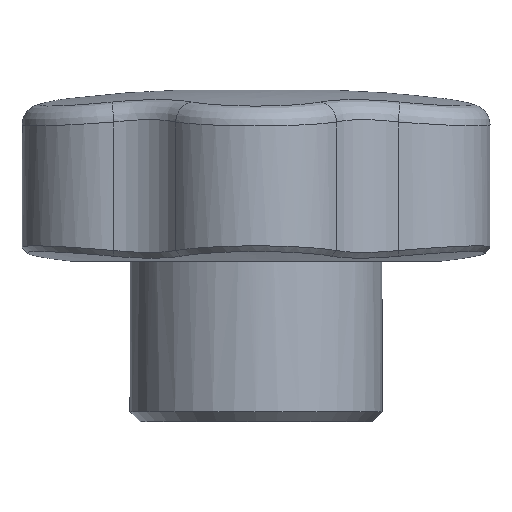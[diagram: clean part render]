
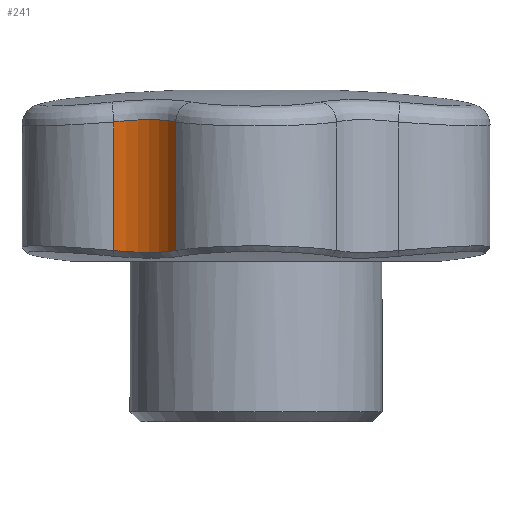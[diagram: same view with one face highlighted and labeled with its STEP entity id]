
A CAD part, front view. The second image highlights one B-rep face of the part: STEP entity #241.
In plain terms, the highlighted cylindrical face has radius 7.398 mm (diameter 14.796 mm), a partial arc.
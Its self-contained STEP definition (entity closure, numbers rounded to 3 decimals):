
#241 = ADVANCED_FACE( '', ( #611 ), #612, .F. );
#611 = FACE_OUTER_BOUND( '', #2594, .T. );
#612 = CYLINDRICAL_SURFACE( '', #2595, 7.398 );
#2594 = EDGE_LOOP( '', ( #8429, #8430, #8431, #8432 ) );
#2595 = AXIS2_PLACEMENT_3D( '', #8433, #8434, #8435 );
#8429 = ORIENTED_EDGE( '', *, *, #9573, .T. );
#8430 = ORIENTED_EDGE( '', *, *, #9532, .T. );
#8431 = ORIENTED_EDGE( '', *, *, #9574, .F. );
#8432 = ORIENTED_EDGE( '', *, *, #9509, .T. );
#8433 = CARTESIAN_POINT( '', ( -14.285, -24.742, 44.45 ) );
#8434 = DIRECTION( '', ( 0., 0., 1. ) );
#8435 = DIRECTION( '', ( -1., 0., 0. ) );
#9509 = EDGE_CURVE( '', #9930, #10148, #10150, .T. );
#9532 = EDGE_CURVE( '', #10183, #10185, #10187, .T. );
#9573 = EDGE_CURVE( '', #10148, #10183, #10253, .T. );
#9574 = EDGE_CURVE( '', #9930, #10185, #10254, .T. );
#9930 = VERTEX_POINT( '', #10753 );
#10148 = VERTEX_POINT( '', #11999 );
#10150 = B_SPLINE_CURVE_WITH_KNOTS( '', 3, ( #12001, #12002, #12003, #12004, #12005, #12006, #12007, #12008, #12009, #12010, #12011, #12012, #12013, #12014, #12015, #12016, #12017, #12018, #12019, #12020, #12021, #12022, #12023, #12024, #12025, #12026, #12027, #12028, #12029, #12030, #12031 ), .UNSPECIFIED., .F., .F., ( 4, 1, 1, 1, 1, 2, 2, 2, 1, 1, 1, 1, 1, 2, 2, 2, 1, 1, 1, 1, 1, 1, 4 ), ( 0., 0., 0.001, 0.001, 0.002, 0.002, 0.002, 0.002, 0.003, 0.003, 0.003, 0.004, 0.004, 0.005, 0.005, 0.005, 0.005, 0.005, 0.006, 0.006, 0.006, 0.007, 0.007 ), .UNSPECIFIED. );
#10183 = VERTEX_POINT( '', #12331 );
#10185 = VERTEX_POINT( '', #12334 );
#10187 = B_SPLINE_CURVE_WITH_KNOTS( '', 3, ( #12337, #12338, #12339, #12340, #12341, #12342, #12343, #12344, #12345, #12346, #12347, #12348, #12349, #12350, #12351, #12352, #12353, #12354, #12355, #12356, #12357, #12358, #12359, #12360, #12361, #12362, #12363, #12364, #12365, #12366, #12367, #12368 ), .UNSPECIFIED., .F., .F., ( 4, 1, 1, 1, 1, 1, 1, 1, 1, 1, 1, 1, 1, 1, 1, 1, 1, 1, 1, 1, 1, 1, 1, 1, 1, 1, 1, 1, 1, 4 ), ( 0., 0.035, 0.069, 0.104, 0.138, 0.173, 0.207, 0.242, 0.276, 0.311, 0.345, 0.38, 0.414, 0.448, 0.483, 0.517, 0.552, 0.586, 0.62, 0.655, 0.689, 0.724, 0.758, 0.793, 0.827, 0.862, 0.896, 0.931, 0.965, 1. ), .UNSPECIFIED. );
#10253 = LINE( '', #12745, #12746 );
#10254 = LINE( '', #12747, #12748 );
#10753 = CARTESIAN_POINT( '', ( -7.975, -20.881, 29.737 ) );
#11999 = CARTESIAN_POINT( '', ( -14.096, -17.347, 29.737 ) );
#12001 = CARTESIAN_POINT( '', ( -7.975, -20.881, 29.737 ) );
#12002 = CARTESIAN_POINT( '', ( -8.056, -20.749, 29.756 ) );
#12003 = CARTESIAN_POINT( '', ( -8.224, -20.492, 29.79 ) );
#12004 = CARTESIAN_POINT( '', ( -8.499, -20.125, 29.835 ) );
#12005 = CARTESIAN_POINT( '', ( -8.796, -19.776, 29.873 ) );
#12006 = CARTESIAN_POINT( '', ( -9.114, -19.445, 29.905 ) );
#12007 = CARTESIAN_POINT( '', ( -9.341, -19.237, 29.921 ) );
#12008 = CARTESIAN_POINT( '', ( -9.488, -19.111, 29.93 ) );
#12009 = CARTESIAN_POINT( '', ( -9.517, -19.086, 29.932 ) );
#12010 = CARTESIAN_POINT( '', ( -9.562, -19.048, 29.934 ) );
#12011 = CARTESIAN_POINT( '', ( -9.577, -19.036, 29.935 ) );
#12012 = CARTESIAN_POINT( '', ( -9.607, -19.011, 29.937 ) );
#12013 = CARTESIAN_POINT( '', ( -9.682, -18.95, 29.94 ) );
#12014 = CARTESIAN_POINT( '', ( -9.88, -18.796, 29.949 ) );
#12015 = CARTESIAN_POINT( '', ( -10.193, -18.573, 29.958 ) );
#12016 = CARTESIAN_POINT( '', ( -10.584, -18.331, 29.961 ) );
#12017 = CARTESIAN_POINT( '', ( -10.989, -18.114, 29.958 ) );
#12018 = CARTESIAN_POINT( '', ( -11.269, -17.985, 29.951 ) );
#12019 = CARTESIAN_POINT( '', ( -11.483, -17.895, 29.944 ) );
#12020 = CARTESIAN_POINT( '', ( -11.554, -17.866, 29.941 ) );
#12021 = CARTESIAN_POINT( '', ( -11.645, -17.832, 29.937 ) );
#12022 = CARTESIAN_POINT( '', ( -11.663, -17.825, 29.936 ) );
#12023 = CARTESIAN_POINT( '', ( -11.699, -17.811, 29.935 ) );
#12024 = CARTESIAN_POINT( '', ( -11.754, -17.791, 29.933 ) );
#12025 = CARTESIAN_POINT( '', ( -11.954, -17.719, 29.923 ) );
#12026 = CARTESIAN_POINT( '', ( -12.284, -17.615, 29.905 ) );
#12027 = CARTESIAN_POINT( '', ( -12.729, -17.505, 29.873 ) );
#12028 = CARTESIAN_POINT( '', ( -13.18, -17.423, 29.835 ) );
#12029 = CARTESIAN_POINT( '', ( -13.635, -17.368, 29.79 ) );
#12030 = CARTESIAN_POINT( '', ( -13.941, -17.351, 29.756 ) );
#12031 = CARTESIAN_POINT( '', ( -14.096, -17.347, 29.737 ) );
#12331 = CARTESIAN_POINT( '', ( -14.096, -17.347, 16.992 ) );
#12334 = CARTESIAN_POINT( '', ( -7.975, -20.881, 16.992 ) );
#12337 = CARTESIAN_POINT( '', ( -14.096, -17.347, 16.992 ) );
#12338 = CARTESIAN_POINT( '', ( -14.011, -17.35, 16.984 ) );
#12339 = CARTESIAN_POINT( '', ( -13.842, -17.356, 16.967 ) );
#12340 = CARTESIAN_POINT( '', ( -13.588, -17.376, 16.944 ) );
#12341 = CARTESIAN_POINT( '', ( -13.336, -17.404, 16.923 ) );
#12342 = CARTESIAN_POINT( '', ( -13.084, -17.441, 16.903 ) );
#12343 = CARTESIAN_POINT( '', ( -12.834, -17.487, 16.885 ) );
#12344 = CARTESIAN_POINT( '', ( -12.586, -17.541, 16.869 ) );
#12345 = CARTESIAN_POINT( '', ( -12.34, -17.603, 16.855 ) );
#12346 = CARTESIAN_POINT( '', ( -12.096, -17.674, 16.843 ) );
#12347 = CARTESIAN_POINT( '', ( -11.854, -17.754, 16.832 ) );
#12348 = CARTESIAN_POINT( '', ( -11.616, -17.841, 16.823 ) );
#12349 = CARTESIAN_POINT( '', ( -11.381, -17.937, 16.816 ) );
#12350 = CARTESIAN_POINT( '', ( -11.149, -18.041, 16.811 ) );
#12351 = CARTESIAN_POINT( '', ( -10.92, -18.152, 16.807 ) );
#12352 = CARTESIAN_POINT( '', ( -10.696, -18.272, 16.806 ) );
#12353 = CARTESIAN_POINT( '', ( -10.476, -18.399, 16.806 ) );
#12354 = CARTESIAN_POINT( '', ( -10.26, -18.533, 16.807 ) );
#12355 = CARTESIAN_POINT( '', ( -10.049, -18.675, 16.811 ) );
#12356 = CARTESIAN_POINT( '', ( -9.844, -18.824, 16.816 ) );
#12357 = CARTESIAN_POINT( '', ( -9.643, -18.98, 16.823 ) );
#12358 = CARTESIAN_POINT( '', ( -9.448, -19.143, 16.832 ) );
#12359 = CARTESIAN_POINT( '', ( -9.258, -19.313, 16.843 ) );
#12360 = CARTESIAN_POINT( '', ( -9.075, -19.488, 16.855 ) );
#12361 = CARTESIAN_POINT( '', ( -8.898, -19.67, 16.869 ) );
#12362 = CARTESIAN_POINT( '', ( -8.727, -19.858, 16.885 ) );
#12363 = CARTESIAN_POINT( '', ( -8.562, -20.052, 16.903 ) );
#12364 = CARTESIAN_POINT( '', ( -8.404, -20.251, 16.923 ) );
#12365 = CARTESIAN_POINT( '', ( -8.254, -20.456, 16.944 ) );
#12366 = CARTESIAN_POINT( '', ( -8.11, -20.665, 16.967 ) );
#12367 = CARTESIAN_POINT( '', ( -8.02, -20.809, 16.984 ) );
#12368 = CARTESIAN_POINT( '', ( -7.975, -20.881, 16.992 ) );
#12745 = CARTESIAN_POINT( '', ( -14.096, -17.347, 44.45 ) );
#12746 = VECTOR( '', #15775, 1000. );
#12747 = CARTESIAN_POINT( '', ( -7.975, -20.881, 44.45 ) );
#12748 = VECTOR( '', #15776, 1000. );
#15775 = DIRECTION( '', ( 0., 0., -1. ) );
#15776 = DIRECTION( '', ( 0., 0., -1. ) );
